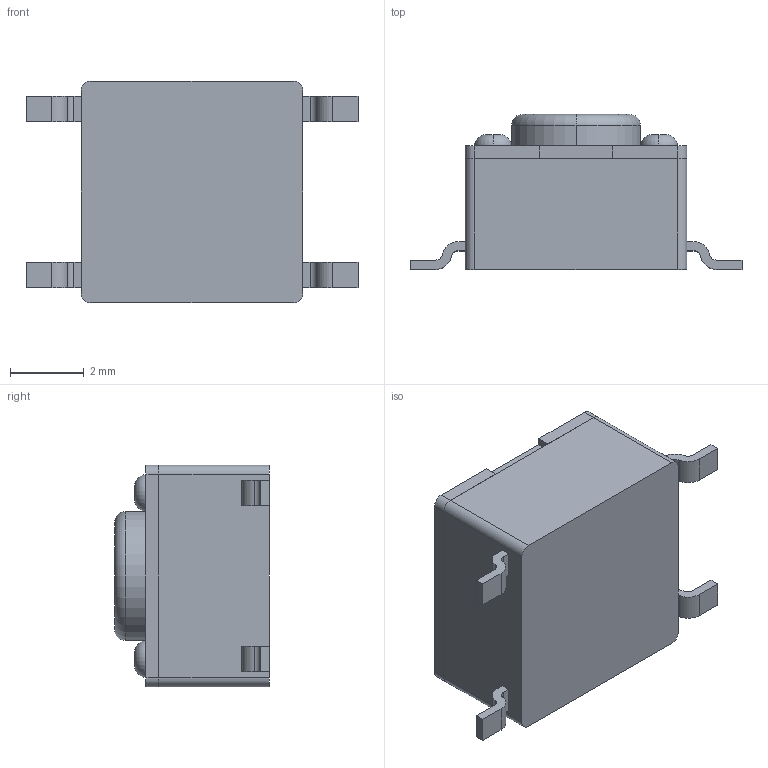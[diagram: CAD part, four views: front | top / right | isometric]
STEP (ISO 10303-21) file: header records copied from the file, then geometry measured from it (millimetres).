
FILE_DESCRIPTION (( 'STEP AP214' ), '1' );
FILE_NAME ('PushButton.STEP', '2020-03-18T06:17:37', ( '' ), ( '' ), 'SwSTEP 2.0', 'SolidWorks 2019', '' );
FILE_SCHEMA (( 'AUTOMOTIVE_DESIGN' ));
Length unit declared in the file: millimetre
Products named in the file (1): PushButton
Bounding box: 9 x 4.2 x 6 mm (x, y, z)
Volume: 130.1 mm3; surface area: 270.1 mm2
Topology: 7 solids, 7 shells, 94 faces, 226 edges, 150 vertices
Faces by surface type: plane 58, cylinder 26, torus 10
Entity records: 3502 total; most frequent: DIRECTION 496, CARTESIAN_POINT 471, ORIENTED_EDGE 452, EDGE_CURVE 226, AXIS2_PLACEMENT_3D 175, VERTEX_POINT 150, VECTOR 146, LINE 146
